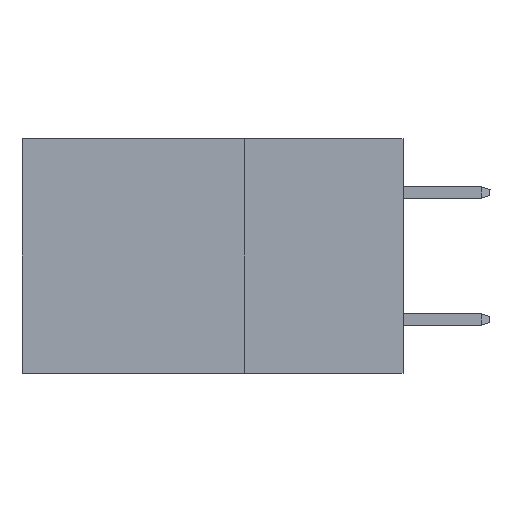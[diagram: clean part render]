
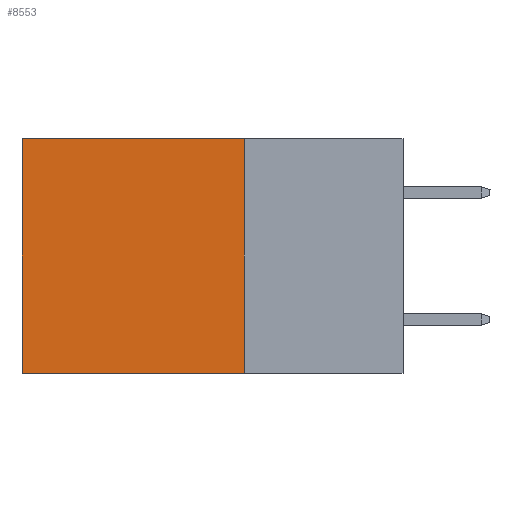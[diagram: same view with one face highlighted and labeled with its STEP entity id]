
A CAD part, left-side view. The second image highlights one B-rep face of the part: STEP entity #8553.
In plain terms, the highlighted planar face has unit normal (-1, 0, 0).
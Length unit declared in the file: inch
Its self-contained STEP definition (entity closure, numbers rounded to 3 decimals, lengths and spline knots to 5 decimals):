
#919 = DIRECTION ( 'NONE',  ( 0., 0., -1. ) ) ;
#2475 = EDGE_CURVE ( 'NONE', #34228, #13336, #6090, .T. ) ;
#2540 = PLANE ( 'NONE',  #9318 ) ;
#3179 = LINE ( 'NONE', #31627, #24994 ) ;
#4751 = DIRECTION ( 'NONE',  ( 0., 0., -1. ) ) ;
#6090 = LINE ( 'NONE', #31111, #36664 ) ;
#7662 = ORIENTED_EDGE ( 'NONE', *, *, #36171, .T. ) ;
#8553 = ADVANCED_FACE ( 'NONE', ( #24348 ), #2540, .F. ) ;
#9057 = VERTEX_POINT ( 'NONE', #45141 ) ;
#9318 = AXIS2_PLACEMENT_3D ( 'NONE', #34894, #17459, #44969 ) ;
#13336 = VERTEX_POINT ( 'NONE', #29018 ) ;
#14277 = ORIENTED_EDGE ( 'NONE', *, *, #33450, .F. ) ;
#17459 = DIRECTION ( 'NONE',  ( 1., 0., 0. ) ) ;
#20561 = VECTOR ( 'NONE', #919, 39.37008 ) ;
#22141 = EDGE_CURVE ( 'NONE', #34228, #9057, #35566, .T. ) ;
#22217 = ORIENTED_EDGE ( 'NONE', *, *, #22141, .F. ) ;
#22752 = ORIENTED_EDGE ( 'NONE', *, *, #2475, .T. ) ;
#24348 = FACE_OUTER_BOUND ( 'NONE', #33596, .T. ) ;
#24994 = VECTOR ( 'NONE', #43904, 39.37008 ) ;
#26113 = LINE ( 'NONE', #32318, #39991 ) ;
#27463 = DIRECTION ( 'NONE',  ( 0., 1., 0. ) ) ;
#28721 = CARTESIAN_POINT ( 'NONE',  ( 0.2875, 0.25, 0. ) ) ;
#28814 = VERTEX_POINT ( 'NONE', #36049 ) ;
#29018 = CARTESIAN_POINT ( 'NONE',  ( 0.2875, 0.6, 0. ) ) ;
#31111 = CARTESIAN_POINT ( 'NONE',  ( 0.2875, 0.25, 0. ) ) ;
#31627 = CARTESIAN_POINT ( 'NONE',  ( 0.2875, 0.25, -0.37 ) ) ;
#31682 = CARTESIAN_POINT ( 'NONE',  ( 0.2875, 0.25, 0. ) ) ;
#32318 = CARTESIAN_POINT ( 'NONE',  ( 0.2875, 0.6, 0. ) ) ;
#33450 = EDGE_CURVE ( 'NONE', #9057, #28814, #3179, .T. ) ;
#33596 = EDGE_LOOP ( 'NONE', ( #7662, #14277, #22217, #22752 ) ) ;
#34228 = VERTEX_POINT ( 'NONE', #31682 ) ;
#34894 = CARTESIAN_POINT ( 'NONE',  ( 0.2875, 0.25, 0. ) ) ;
#35566 = LINE ( 'NONE', #28721, #20561 ) ;
#36049 = CARTESIAN_POINT ( 'NONE',  ( 0.2875, 0.6, -0.37 ) ) ;
#36171 = EDGE_CURVE ( 'NONE', #13336, #28814, #26113, .T. ) ;
#36664 = VECTOR ( 'NONE', #27463, 39.37008 ) ;
#39991 = VECTOR ( 'NONE', #4751, 39.37008 ) ;
#43904 = DIRECTION ( 'NONE',  ( 0., 1., 0. ) ) ;
#44969 = DIRECTION ( 'NONE',  ( 0., 0., -1. ) ) ;
#45141 = CARTESIAN_POINT ( 'NONE',  ( 0.2875, 0.25, -0.37 ) ) ;
